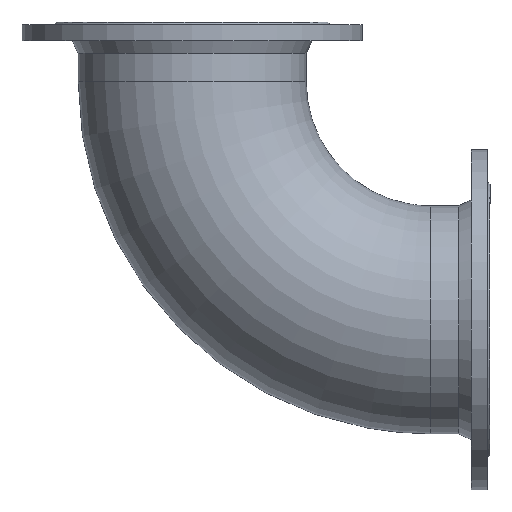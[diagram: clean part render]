
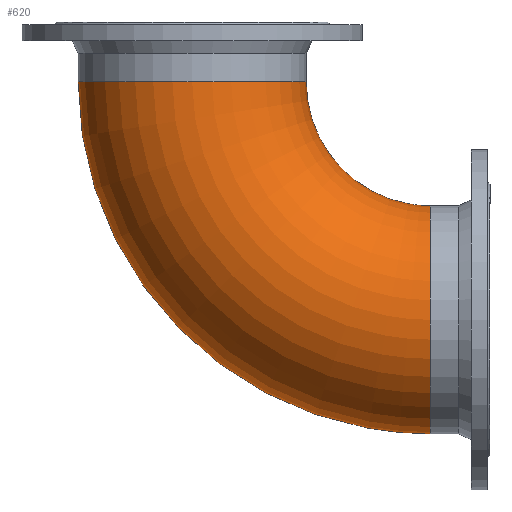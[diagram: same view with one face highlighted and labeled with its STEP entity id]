
A CAD part, front view. The second image highlights one B-rep face of the part: STEP entity #620.
In plain terms, the highlighted toroidal (fillet/blend) face has major radius 280 mm and minor radius 134 mm.
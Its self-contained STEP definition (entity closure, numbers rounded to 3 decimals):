
#1 = CARTESIAN_POINT ( 'NONE',  ( 280., 0., -347. ) ) ;
#2 = DIRECTION ( 'NONE',  ( 1., 0., 0. ) ) ;
#3 = DIRECTION ( 'NONE',  ( 0., 0., 1. ) ) ;
#188 = CARTESIAN_POINT ( 'NONE',  ( 134., 0., -67. ) ) ;
#203 = CARTESIAN_POINT ( 'NONE',  ( 280., 0., -213. ) ) ;
#310 = DIRECTION ( 'NONE',  ( 0., -1., 0. ) ) ;
#311 = CARTESIAN_POINT ( 'NONE',  ( 280., 0., -67. ) ) ;
#312 = DIRECTION ( 'NONE',  ( 0., 0., -1. ) ) ;
#373 = CARTESIAN_POINT ( 'NONE',  ( 0., 0., -67. ) ) ;
#374 = DIRECTION ( 'NONE',  ( 0., 0., -1. ) ) ;
#375 = DIRECTION ( 'NONE',  ( 1., 0., 0. ) ) ;
#521 = VERTEX_POINT ( 'NONE', #188 ) ;
#536 = VERTEX_POINT ( 'NONE', #203 ) ;
#620 = ADVANCED_FACE ( 'NONE', ( #823, #837 ), #834, .T. ) ;
#653 = ORIENTED_EDGE ( 'NONE', *, *, #943, .T. ) ;
#657 = ORIENTED_EDGE ( 'NONE', *, *, #958, .F. ) ;
#752 = EDGE_LOOP ( 'NONE', ( #653 ) ) ;
#762 = EDGE_LOOP ( 'NONE', ( #657 ) ) ;
#823 = FACE_OUTER_BOUND ( 'NONE', #752, .T. ) ;
#834 = TOROIDAL_SURFACE ( 'NONE', #983, 280., 134. ) ;
#837 = FACE_OUTER_BOUND ( 'NONE', #762, .T. ) ;
#861 = CIRCLE ( 'NONE', #1009, 134. ) ;
#876 = CIRCLE ( 'NONE', #1024, 134. ) ;
#943 = EDGE_CURVE ( 'NONE', #521, #521, #861, .T. ) ;
#958 = EDGE_CURVE ( 'NONE', #536, #536, #876, .T. ) ;
#983 = AXIS2_PLACEMENT_3D ( 'NONE', #311, #310, #312 ) ;
#1009 = AXIS2_PLACEMENT_3D ( 'NONE', #373, #374, #375 ) ;
#1024 = AXIS2_PLACEMENT_3D ( 'NONE', #1, #2, #3 ) ;
